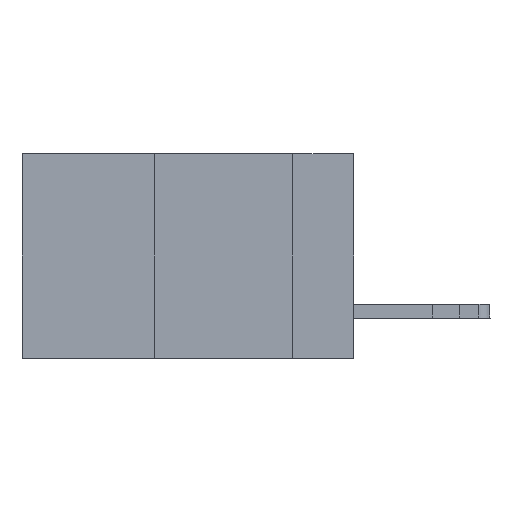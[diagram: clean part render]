
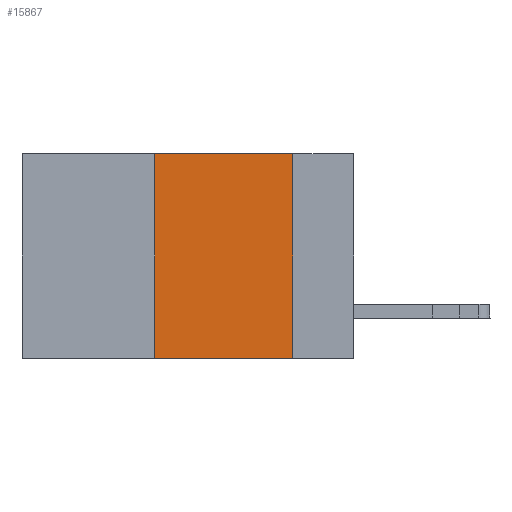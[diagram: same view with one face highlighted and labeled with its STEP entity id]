
A CAD part, left-side view. The second image highlights one B-rep face of the part: STEP entity #15867.
In plain terms, the highlighted planar face has unit normal (-1, 0, 0).
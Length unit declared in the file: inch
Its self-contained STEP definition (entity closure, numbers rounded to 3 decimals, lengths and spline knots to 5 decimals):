
#180 = VERTEX_POINT ( 'NONE', #2110 ) ;
#680 = CARTESIAN_POINT ( 'NONE',  ( 0., 0.36, 0. ) ) ;
#912 = VERTEX_POINT ( 'NONE', #14900 ) ;
#1114 = DIRECTION ( 'NONE',  ( 1., 0., 0. ) ) ;
#1810 = VERTEX_POINT ( 'NONE', #12189 ) ;
#1921 = AXIS2_PLACEMENT_3D ( 'NONE', #12566, #1114, #3745 ) ;
#2110 = CARTESIAN_POINT ( 'NONE',  ( 0., 0.36, -0.37 ) ) ;
#2335 = VECTOR ( 'NONE', #17163, 39.37008 ) ;
#3462 = ORIENTED_EDGE ( 'NONE', *, *, #16817, .F. ) ;
#3745 = DIRECTION ( 'NONE',  ( 0., 0., -1. ) ) ;
#3884 = VECTOR ( 'NONE', #17525, 39.37008 ) ;
#6038 = ORIENTED_EDGE ( 'NONE', *, *, #14905, .F. ) ;
#6228 = CARTESIAN_POINT ( 'NONE',  ( 0., 0.11, 0. ) ) ;
#6330 = VECTOR ( 'NONE', #14541, 39.37008 ) ;
#6598 = LINE ( 'NONE', #17078, #2335 ) ;
#7595 = DIRECTION ( 'NONE',  ( 0., -1., 0. ) ) ;
#8152 = PLANE ( 'NONE',  #1921 ) ;
#8466 = LINE ( 'NONE', #680, #6330 ) ;
#9444 = CARTESIAN_POINT ( 'NONE',  ( 0., 0.6, -0.37 ) ) ;
#10339 = EDGE_LOOP ( 'NONE', ( #6038, #15130, #3462, #17474 ) ) ;
#10450 = VECTOR ( 'NONE', #7595, 39.37008 ) ;
#11572 = CARTESIAN_POINT ( 'NONE',  ( 0., 0.11, 0. ) ) ;
#12189 = CARTESIAN_POINT ( 'NONE',  ( 0., 0.36, 0. ) ) ;
#12440 = VERTEX_POINT ( 'NONE', #6228 ) ;
#12566 = CARTESIAN_POINT ( 'NONE',  ( 0., 0.6, 0. ) ) ;
#13233 = LINE ( 'NONE', #11572, #3884 ) ;
#14541 = DIRECTION ( 'NONE',  ( 0., 0., 1. ) ) ;
#14900 = CARTESIAN_POINT ( 'NONE',  ( 0., 0.11, -0.37 ) ) ;
#14905 = EDGE_CURVE ( 'NONE', #12440, #912, #13233, .T. ) ;
#15027 = LINE ( 'NONE', #9444, #10450 ) ;
#15130 = ORIENTED_EDGE ( 'NONE', *, *, #18938, .F. ) ;
#15867 = ADVANCED_FACE ( 'NONE', ( #17147 ), #8152, .F. ) ;
#16817 = EDGE_CURVE ( 'NONE', #180, #1810, #8466, .T. ) ;
#17078 = CARTESIAN_POINT ( 'NONE',  ( 0., 0.6, 0. ) ) ;
#17147 = FACE_OUTER_BOUND ( 'NONE', #10339, .T. ) ;
#17163 = DIRECTION ( 'NONE',  ( 0., -1., 0. ) ) ;
#17474 = ORIENTED_EDGE ( 'NONE', *, *, #18846, .T. ) ;
#17525 = DIRECTION ( 'NONE',  ( 0., 0., -1. ) ) ;
#18846 = EDGE_CURVE ( 'NONE', #180, #912, #15027, .T. ) ;
#18938 = EDGE_CURVE ( 'NONE', #1810, #12440, #6598, .T. ) ;
